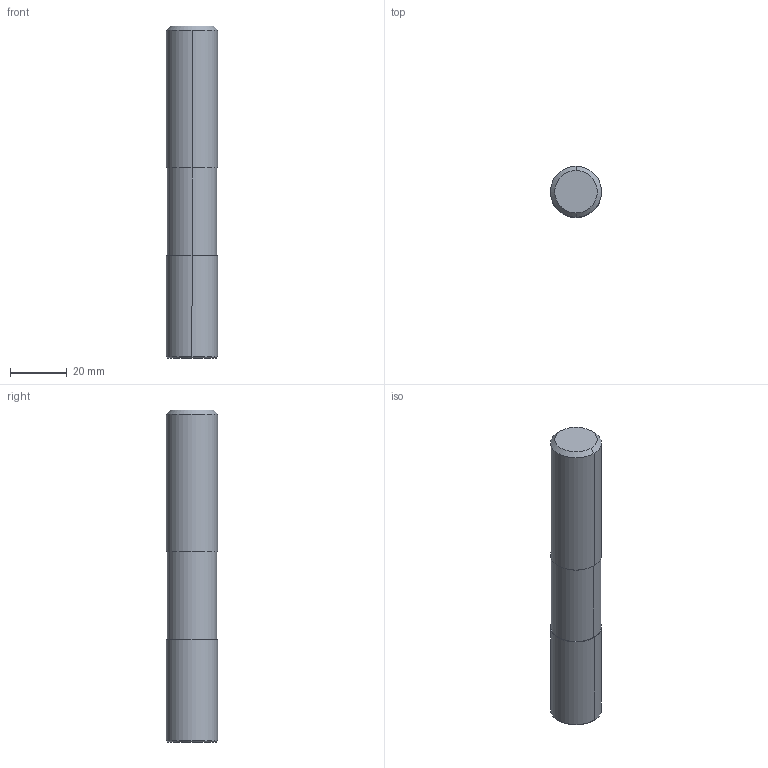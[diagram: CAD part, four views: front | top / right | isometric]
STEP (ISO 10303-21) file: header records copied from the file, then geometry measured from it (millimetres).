
FILE_DESCRIPTION((''),'2;1');
FILE_NAME('607527298-000-00-E43','2021-03-03T12:42:09',('OezerA'),(''),'CREO PARAMETRIC BY PTC INC, 2019030','CREO PARAMETRIC BY PTC INC, 2019030','');
FILE_SCHEMA(('AP242_MANAGED_MODEL_BASED_3D_ENGINEERING_MIM_LF { 1 0 10303 442 1 1 4 }'));
Length unit declared in the file: millimetre
Products named in the file (1): 607527298-000-00-E43
Bounding box: 18 x 18 x 117 mm (x, y, z)
Volume: 29277 mm3; surface area: 7039.6 mm2
Topology: 1 solids, 1 shells, 14 faces, 447 edges, 810 vertices
Faces by surface type: cylinder 6, plane 4, cone 4
Entity records: 3245 total; most frequent: CARTESIAN_POINT 1466, B_SPLINE_CURVE_WITH_KNOTS 273, DIRECTION 270, TRIMMED_CURVE 148, VECTOR 114, LINE 114, PRESENTATION_STYLE_ASSIGNMENT 86, STYLED_ITEM 80
